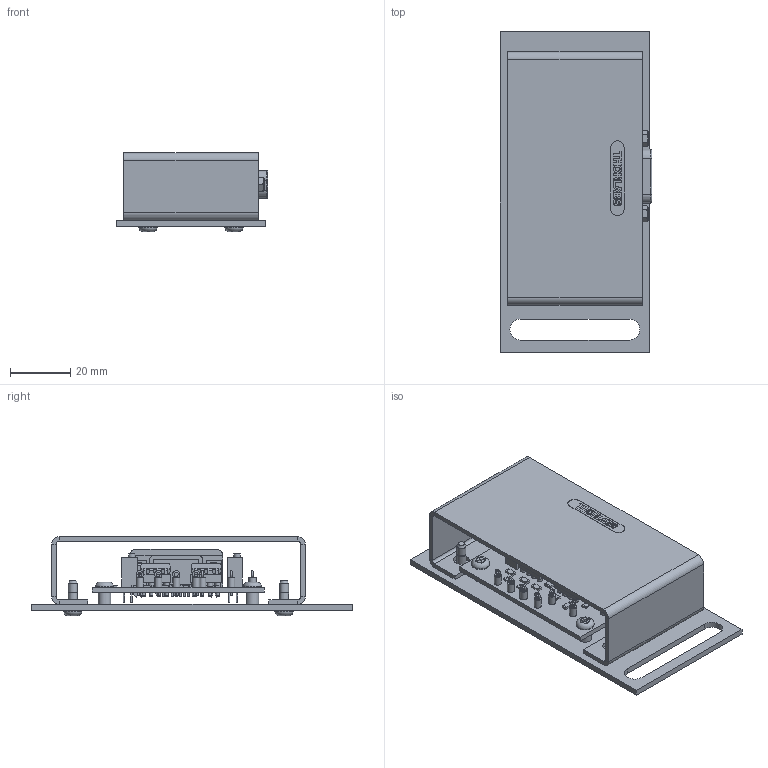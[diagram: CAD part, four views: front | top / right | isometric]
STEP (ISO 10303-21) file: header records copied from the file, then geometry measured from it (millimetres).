
FILE_DESCRIPTION (( 'STEP AP214' ), '1' );
FILE_NAME ('AMP002 - Strain Gauge Pre Amp Board with Cover2.STEP', '2017-07-11T14:52:26', ( '' ), ( '' ), 'SwSTEP 2.0', 'SolidWorks 2016', '' );
FILE_SCHEMA (( 'AUTOMOTIVE_DESIGN' ));
Length unit declared in the file: millimetre
Products named in the file (2): AMP002 - Strain Gauge Pre Amp Board with Cover2
Bounding box: 50.24 x 106.1 x 26.35 mm (x, y, z)
Surface area: 41982 mm2 (no closed solid volume)
Topology: 0 solids, 153 shells, 3076 faces, 8032 edges, 5097 vertices
Faces by surface type: plane 1830, cylinder 795, bspline 380, cone 63, torus 8
Full cylindrical faces by diameter (mm): 0.5 x6, 0.7 x4, 0.8 x21, 0.813 x16, 0.889 x6, 0.94 x9, 1 x20, 1.016 x24, 1.19 x8, 1.8 x32, 2.2 x2, 2.34 x8, 2.5 x4, 3 x16, 3.121 x4, 3.175 x2, 3.5 x6, 3.8 x4, 4 x8, 4.2 x8, 5.2 x8, 6 x8
Entity records: 153900 total; most frequent: CARTESIAN_POINT 49211, ORIENTED_EDGE 14430, DIRECTION 13139, EDGE_CURVE 7438, LINE 5081, VECTOR 5081, VERTEX_POINT 4990, AXIS2_PLACEMENT_3D 4029
